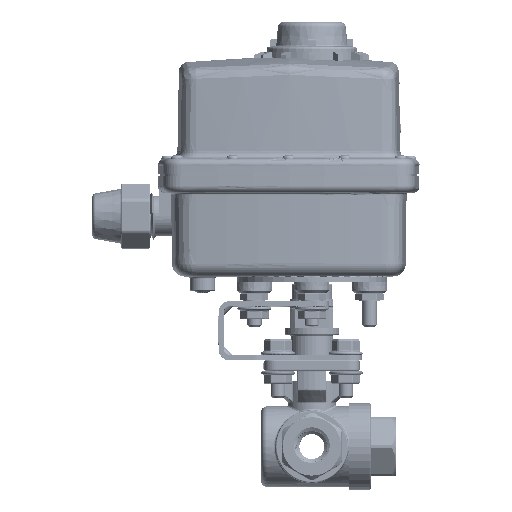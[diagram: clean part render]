
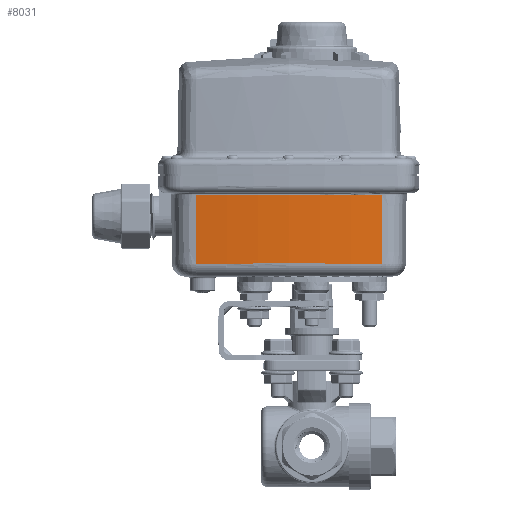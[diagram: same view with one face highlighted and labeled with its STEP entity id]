
A CAD part, top view. The second image highlights one B-rep face of the part: STEP entity #8031.
In plain terms, the highlighted conical face has half-angle 0.5 degrees and reference radius 342.9 mm.
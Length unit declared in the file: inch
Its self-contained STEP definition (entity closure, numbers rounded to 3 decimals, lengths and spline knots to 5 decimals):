
#1559 = EDGE_LOOP ( 'NONE', ( #129821, #67258, #51162, #6863, #90006, #29464 ) ) ;
#3348 = DIRECTION ( 'NONE',  ( 0., 0., -1. ) ) ;
#5935 = CARTESIAN_POINT ( 'NONE',  ( 1.60974, -1.24474, 1.642 ) ) ;
#6863 = ORIENTED_EDGE ( 'NONE', *, *, #7414, .T. ) ;
#7414 = EDGE_CURVE ( 'NONE', #84106, #99649, #28735, .T. ) ;
#8031 = ADVANCED_FACE ( 'NONE', ( #56065 ), #69418, .T. ) ;
#9254 = CARTESIAN_POINT ( 'NONE',  ( -1.60811, -0.87996, 1.6454 ) ) ;
#11246 = EDGE_CURVE ( 'NONE', #130375, #107002, #124415, .T. ) ;
#14609 = CARTESIAN_POINT ( 'NONE',  ( 1.61003, -0.68029, 1.64692 ) ) ;
#18796 = AXIS2_PLACEMENT_3D ( 'NONE', #30378, #51085, #90449 ) ;
#20738 = CIRCLE ( 'NONE', #18796, 13.49637 ) ;
#22196 = CARTESIAN_POINT ( 'NONE',  ( -1.6084, -0.33098, 1.65019 ) ) ;
#28735 = CIRCLE ( 'NONE', #94996, 13.48593 ) ;
#29464 = ORIENTED_EDGE ( 'NONE', *, *, #99382, .F. ) ;
#30378 = CARTESIAN_POINT ( 'NONE',  ( 0., -0.33098, -11.75 ) ) ;
#37285 = CARTESIAN_POINT ( 'NONE',  ( 1.61009, -0.56385, 1.64794 ) ) ;
#41304 = CARTESIAN_POINT ( 'NONE',  ( -1.60825, -0.60547, 1.64779 ) ) ;
#43560 = VERTEX_POINT ( 'NONE', #43941 ) ;
#43941 = CARTESIAN_POINT ( 'NONE',  ( 1.61022, -0.33098, 1.64997 ) ) ;
#44731 = CARTESIAN_POINT ( 'NONE',  ( 0., 0.085, -11.75 ) ) ;
#45880 = EDGE_CURVE ( 'NONE', #99649, #119897, #131781, .T. ) ;
#47319 = CARTESIAN_POINT ( 'NONE',  ( 1.61016, -0.44742, 1.64895 ) ) ;
#47719 = CARTESIAN_POINT ( 'NONE',  ( 1.60959, -1.52696, 1.63953 ) ) ;
#48603 = EDGE_CURVE ( 'NONE', #107002, #84106, #76103, .T. ) ;
#51085 = DIRECTION ( 'NONE',  ( 0., -1., 0. ) ) ;
#51162 = ORIENTED_EDGE ( 'NONE', *, *, #48603, .T. ) ;
#54566 = CARTESIAN_POINT ( 'NONE',  ( 0., -1.52696, 1.73593 ) ) ;
#56065 = FACE_OUTER_BOUND ( 'NONE', #1559, .T. ) ;
#61720 = CARTESIAN_POINT ( 'NONE',  ( -1.60776, -1.52696, 1.63975 ) ) ;
#62579 = DIRECTION ( 'NONE',  ( 0., 0., -1. ) ) ;
#63357 = CARTESIAN_POINT ( 'NONE',  ( 0., -0.33098, -11.75 ) ) ;
#67258 = ORIENTED_EDGE ( 'NONE', *, *, #11246, .T. ) ;
#69355 = CARTESIAN_POINT ( 'NONE',  ( -1.60796, -1.15445, 1.643 ) ) ;
#69418 = CONICAL_SURFACE ( 'NONE', #120605, 13.5, 0.009 ) ;
#69435 = DIRECTION ( 'NONE',  ( 0., 1., 0. ) ) ;
#72318 = B_SPLINE_CURVE_WITH_KNOTS ( 'NONE', 3,
 ( #106122, #47319, #37285, #14609, #126792, #5935, #78011 ),
 .UNSPECIFIED., .F., .F.,
 ( 4, 3, 4 ),
 ( 0.01057, 0.01944, 0.04095 ),
 .UNSPECIFIED. ) ;
#73878 = CARTESIAN_POINT ( 'NONE',  ( 0., -1.52696, -11.75 ) ) ;
#75955 = DIRECTION ( 'NONE',  ( 0., -1., 0. ) ) ;
#76103 = B_SPLINE_CURVE_WITH_KNOTS ( 'NONE', 3,
 ( #100729, #41304, #9254, #69355, #110090, #111438, #122767 ),
 .UNSPECIFIED., .F., .F.,
 ( 4, 3, 4 ),
 ( 0., 0.02092, 0.03038 ),
 .UNSPECIFIED. ) ;
#78011 = CARTESIAN_POINT ( 'NONE',  ( 1.60959, -1.52696, 1.63953 ) ) ;
#84106 = VERTEX_POINT ( 'NONE', #61720 ) ;
#87316 = CARTESIAN_POINT ( 'NONE',  ( 0., -1.52696, -11.75 ) ) ;
#90006 = ORIENTED_EDGE ( 'NONE', *, *, #45880, .T. ) ;
#90449 = DIRECTION ( 'NONE',  ( 0., 0., 1. ) ) ;
#94996 = AXIS2_PLACEMENT_3D ( 'NONE', #87316, #128056, #108022 ) ;
#96138 = DIRECTION ( 'NONE',  ( 0., 1., 0. ) ) ;
#99382 = EDGE_CURVE ( 'NONE', #43560, #119897, #72318, .T. ) ;
#99649 = VERTEX_POINT ( 'NONE', #54566 ) ;
#100729 = CARTESIAN_POINT ( 'NONE',  ( -1.6084, -0.33098, 1.65019 ) ) ;
#104068 = DIRECTION ( 'NONE',  ( 0., 0., 1. ) ) ;
#104974 = AXIS2_PLACEMENT_3D ( 'NONE', #63357, #75955, #104068 ) ;
#106122 = CARTESIAN_POINT ( 'NONE',  ( 1.61022, -0.33098, 1.64997 ) ) ;
#107002 = VERTEX_POINT ( 'NONE', #22196 ) ;
#108022 = DIRECTION ( 'NONE',  ( 0., 0., -1. ) ) ;
#110090 = CARTESIAN_POINT ( 'NONE',  ( -1.60789, -1.27862, 1.64192 ) ) ;
#111438 = CARTESIAN_POINT ( 'NONE',  ( -1.60782, -1.40279, 1.64084 ) ) ;
#119897 = VERTEX_POINT ( 'NONE', #47719 ) ;
#120605 = AXIS2_PLACEMENT_3D ( 'NONE', #44731, #96138, #3348 ) ;
#121883 = EDGE_CURVE ( 'NONE', #43560, #130375, #20738, .T. ) ;
#122767 = CARTESIAN_POINT ( 'NONE',  ( -1.60776, -1.52696, 1.63975 ) ) ;
#123290 = AXIS2_PLACEMENT_3D ( 'NONE', #73878, #69435, #62579 ) ;
#124415 = CIRCLE ( 'NONE', #104974, 13.49637 ) ;
#125893 = CARTESIAN_POINT ( 'NONE',  ( 0., -0.33098, 1.74637 ) ) ;
#126792 = CARTESIAN_POINT ( 'NONE',  ( 1.60989, -0.96252, 1.64446 ) ) ;
#128056 = DIRECTION ( 'NONE',  ( 0., 1., 0. ) ) ;
#129821 = ORIENTED_EDGE ( 'NONE', *, *, #121883, .T. ) ;
#130375 = VERTEX_POINT ( 'NONE', #125893 ) ;
#131781 = CIRCLE ( 'NONE', #123290, 13.48593 ) ;
